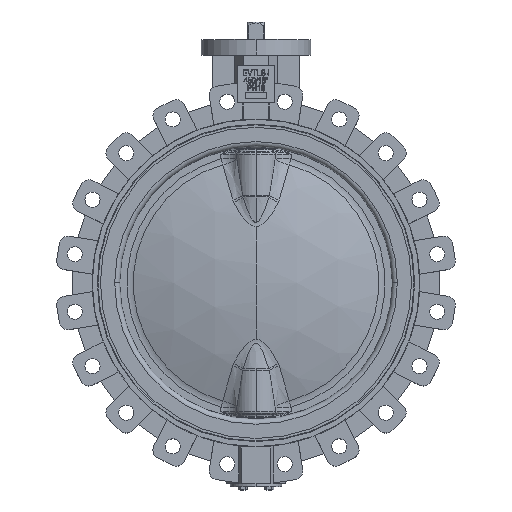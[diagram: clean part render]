
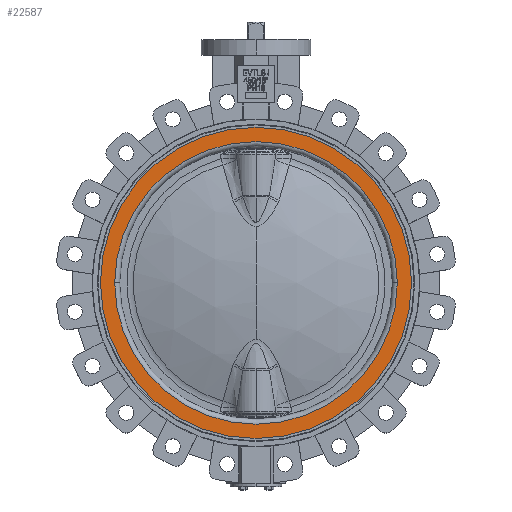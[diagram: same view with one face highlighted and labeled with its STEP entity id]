
A CAD part, top view. The second image highlights one B-rep face of the part: STEP entity #22587.
In plain terms, the highlighted planar face has unit normal (0, 0, 1).
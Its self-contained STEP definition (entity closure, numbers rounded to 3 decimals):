
#621 = DIRECTION ( 'NONE',  ( 0., 0., -1. ) ) ;
#729 = AXIS2_PLACEMENT_3D ( 'NONE', #8847, #20741, #22726 ) ;
#833 = DIRECTION ( 'NONE',  ( 1., 0., 0. ) ) ;
#880 = VERTEX_POINT ( 'NONE', #25109 ) ;
#1327 = AXIS2_PLACEMENT_3D ( 'NONE', #10423, #5994, #833 ) ;
#1424 = CARTESIAN_POINT ( 'NONE',  ( 0., 0., 58.5 ) ) ;
#1435 = CIRCLE ( 'NONE', #729, 248. ) ;
#1895 = CIRCLE ( 'NONE', #2829, 225.25 ) ;
#2122 = CARTESIAN_POINT ( 'NONE',  ( 0., 0., 58.5 ) ) ;
#2265 = CARTESIAN_POINT ( 'NONE',  ( -248., 0., 58.5 ) ) ;
#2829 = AXIS2_PLACEMENT_3D ( 'NONE', #2122, #6654, #11724 ) ;
#4992 = AXIS2_PLACEMENT_3D ( 'NONE', #5467, #621, #17269 ) ;
#5467 = CARTESIAN_POINT ( 'NONE',  ( 0., 225.25, 58.5 ) ) ;
#5994 = DIRECTION ( 'NONE',  ( 0., 0., 1. ) ) ;
#6654 = DIRECTION ( 'NONE',  ( 0., 0., 1. ) ) ;
#7549 = ORIENTED_EDGE ( 'NONE', *, *, #11260, .F. ) ;
#8459 = EDGE_LOOP ( 'NONE', ( #19834, #25519 ) ) ;
#8847 = CARTESIAN_POINT ( 'NONE',  ( 0., 0., 58.5 ) ) ;
#9253 = AXIS2_PLACEMENT_3D ( 'NONE', #1424, #10930, #27496 ) ;
#10423 = CARTESIAN_POINT ( 'NONE',  ( 0., 0., 58.5 ) ) ;
#10930 = DIRECTION ( 'NONE',  ( 0., 0., 1. ) ) ;
#11083 = CARTESIAN_POINT ( 'NONE',  ( 225.25, 0., 58.5 ) ) ;
#11260 = EDGE_CURVE ( 'NONE', #22221, #880, #1895, .T. ) ;
#11277 = FACE_BOUND ( 'NONE', #11814, .T. ) ;
#11646 = FACE_OUTER_BOUND ( 'NONE', #8459, .T. ) ;
#11724 = DIRECTION ( 'NONE',  ( 1., 0., 0. ) ) ;
#11814 = EDGE_LOOP ( 'NONE', ( #7549, #23516 ) ) ;
#15609 = EDGE_CURVE ( 'NONE', #880, #22221, #22196, .T. ) ;
#15932 = CARTESIAN_POINT ( 'NONE',  ( 248., 0., 58.5 ) ) ;
#17269 = DIRECTION ( 'NONE',  ( -1., 0., 0. ) ) ;
#17349 = EDGE_CURVE ( 'NONE', #27688, #21561, #1435, .T. ) ;
#19834 = ORIENTED_EDGE ( 'NONE', *, *, #26301, .T. ) ;
#20741 = DIRECTION ( 'NONE',  ( 0., 0., 1. ) ) ;
#21561 = VERTEX_POINT ( 'NONE', #15932 ) ;
#22196 = CIRCLE ( 'NONE', #1327, 225.25 ) ;
#22221 = VERTEX_POINT ( 'NONE', #11083 ) ;
#22587 = ADVANCED_FACE ( 'NONE', ( #11277, #11646 ), #26493, .F. ) ;
#22726 = DIRECTION ( 'NONE',  ( 1., 0., 0. ) ) ;
#23516 = ORIENTED_EDGE ( 'NONE', *, *, #15609, .F. ) ;
#25109 = CARTESIAN_POINT ( 'NONE',  ( -225.25, 0., 58.5 ) ) ;
#25519 = ORIENTED_EDGE ( 'NONE', *, *, #17349, .T. ) ;
#26301 = EDGE_CURVE ( 'NONE', #21561, #27688, #30174, .T. ) ;
#26493 = PLANE ( 'NONE',  #4992 ) ;
#27496 = DIRECTION ( 'NONE',  ( 1., 0., 0. ) ) ;
#27688 = VERTEX_POINT ( 'NONE', #2265 ) ;
#30174 = CIRCLE ( 'NONE', #9253, 248. ) ;
